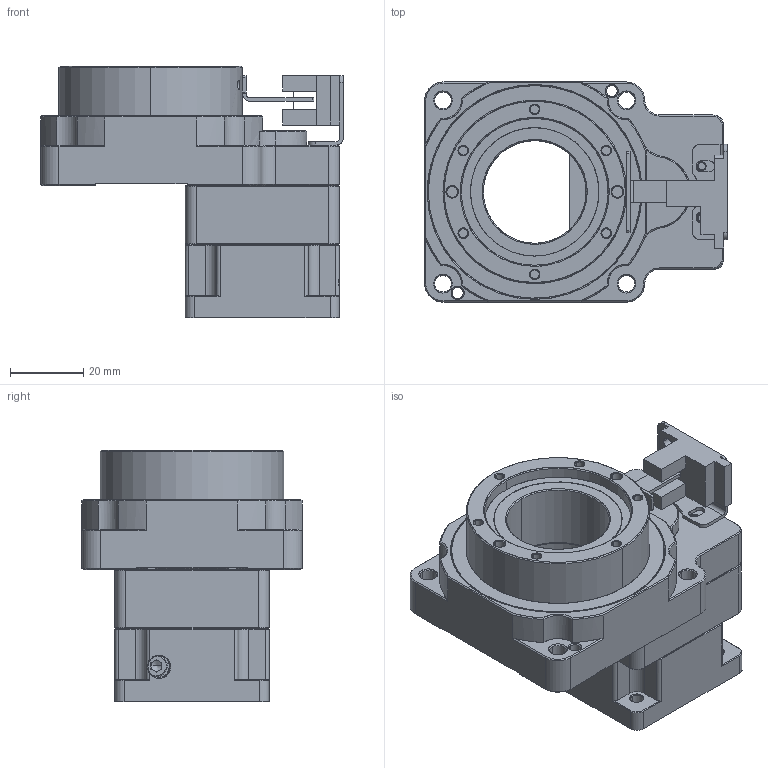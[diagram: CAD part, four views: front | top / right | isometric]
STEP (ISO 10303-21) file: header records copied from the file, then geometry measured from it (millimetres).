
FILE_DESCRIPTION(/* description */ (''),/* implementation_level */ '2;1');
FILE_NAME(/* name */ 'DTN060-10-5-22-30-31-M3.stp',/* time_stamp */ '2021-02-27T16:14:36+08:00',/* author */ (''),/* organization */ (''),/* preprocessor_version */ 'ST-DEVELOPER v16',/* originating_system */ 'SIEMENS PLM Software NX 10.0',/* authorisation */ '');
FILE_SCHEMA (('AUTOMOTIVE_DESIGN { 1 0 10303 214 3 1 1 1 }'));
Products named in the file (1): DTN060-10-5-22-30-31-M3_stp
Bounding box: 82.5 x 60 x 68.5 mm (x, y, z)
Surface area: 41644.2 mm2 (no closed solid volume)
Topology: 0 solids, 1362 shells, 1362 faces, 6893 edges, 6840 vertices
Faces by surface type: plane 601, cylinder 380, cone 371, torus 6, bspline 4
Entity records: 94835 total; most frequent: CARTESIAN_POINT 25918, DIRECTION 8613, ORIENTED_EDGE 6846, EDGE_CURVE 6846, VERTEX_POINT 6840, AXIS2_PLACEMENT_3D 3227, B_SPLINE_CURVE_WITH_KNOTS 2819, PRESENTATION_STYLE_ASSIGNMENT 2724
